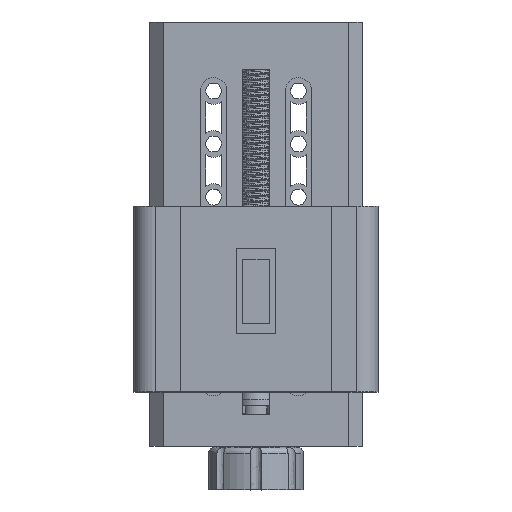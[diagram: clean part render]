
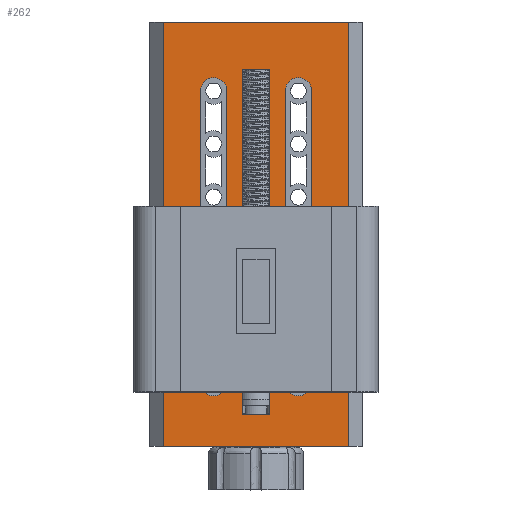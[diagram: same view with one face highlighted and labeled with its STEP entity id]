
A CAD part, top view. The second image highlights one B-rep face of the part: STEP entity #262.
In plain terms, the highlighted free-form (B-spline) face has degree [1, 1] with [2, 2] control points.
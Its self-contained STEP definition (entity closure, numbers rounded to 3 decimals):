
#87 = VERTEX_POINT('',#88);
#88 = CARTESIAN_POINT('',(54.894,0.,8.783));
#93 = EDGE_CURVE('',#94,#87,#96,.T.);
#94 = VERTEX_POINT('',#95);
#95 = CARTESIAN_POINT('',(3.66,0.,8.783));
#96 = B_SPLINE_CURVE_WITH_KNOTS('',1,(#97,#98),.UNSPECIFIED.,.F.,.F.,(2,
    2),(2.5,37.5),.PIECEWISE_BEZIER_KNOTS.);
#97 = CARTESIAN_POINT('',(3.66,0.,8.783));
#98 = CARTESIAN_POINT('',(54.894,0.,8.783));
#223 = VERTEX_POINT('',#224);
#224 = CARTESIAN_POINT('',(3.66,117.108,8.783
    ));
#231 = EDGE_CURVE('',#223,#94,#232,.T.);
#232 = B_SPLINE_CURVE_WITH_KNOTS('',1,(#233,#234),.UNSPECIFIED.,.F.,.F.,
  (2,2),(0.,80.),.PIECEWISE_BEZIER_KNOTS.);
#233 = CARTESIAN_POINT('',(3.66,117.108,8.783
    ));
#234 = CARTESIAN_POINT('',(3.66,0.,8.783));
#262 = ADVANCED_FACE('',(#263,#279,#315,#345),#381,.T.);
#263 = FACE_BOUND('',#264,.T.);
#264 = EDGE_LOOP('',(#265,#266,#273,#278));
#265 = ORIENTED_EDGE('',*,*,#93,.T.);
#266 = ORIENTED_EDGE('',*,*,#267,.T.);
#267 = EDGE_CURVE('',#87,#268,#270,.T.);
#268 = VERTEX_POINT('',#269);
#269 = CARTESIAN_POINT('',(54.894,117.108,
    8.783));
#270 = B_SPLINE_CURVE_WITH_KNOTS('',1,(#271,#272),.UNSPECIFIED.,.F.,.F.,
  (2,2),(0.,80.),.PIECEWISE_BEZIER_KNOTS.);
#271 = CARTESIAN_POINT('',(54.894,0.,8.783));
#272 = CARTESIAN_POINT('',(54.894,117.108,
    8.783));
#273 = ORIENTED_EDGE('',*,*,#274,.T.);
#274 = EDGE_CURVE('',#268,#223,#275,.T.);
#275 = B_SPLINE_CURVE_WITH_KNOTS('',1,(#276,#277),.UNSPECIFIED.,.F.,.F.,
  (2,2),(2.5,37.5),.PIECEWISE_BEZIER_KNOTS.);
#276 = CARTESIAN_POINT('',(54.894,117.108,
    8.783));
#277 = CARTESIAN_POINT('',(3.66,117.108,8.783
    ));
#278 = ORIENTED_EDGE('',*,*,#231,.T.);
#279 = FACE_BOUND('',#280,.T.);
#280 = EDGE_LOOP('',(#281,#293,#300,#310));
#281 = ORIENTED_EDGE('',*,*,#282,.F.);
#282 = EDGE_CURVE('',#283,#285,#287,.T.);
#283 = VERTEX_POINT('',#284);
#284 = CARTESIAN_POINT('',(21.226,98.078,8.783
    ));
#285 = VERTEX_POINT('',#286);
#286 = CARTESIAN_POINT('',(13.907,98.078,8.783
    ));
#287 = ( BOUNDED_CURVE() B_SPLINE_CURVE(2,(#288,#289,#290,#291,#292),
.UNSPECIFIED.,.F.,.F.) B_SPLINE_CURVE_WITH_KNOTS((3,2,3),(0.,
1.571,3.142),.PIECEWISE_BEZIER_KNOTS.) CURVE() 
GEOMETRIC_REPRESENTATION_ITEM() RATIONAL_B_SPLINE_CURVE((1.,
0.707,1.,0.707,1.)) REPRESENTATION_ITEM('') );
#288 = CARTESIAN_POINT('',(21.226,98.078,8.783
    ));
#289 = CARTESIAN_POINT('',(21.226,101.738,8.783
    ));
#290 = CARTESIAN_POINT('',(17.566,101.738,8.783
    ));
#291 = CARTESIAN_POINT('',(13.907,101.738,8.783
    ));
#292 = CARTESIAN_POINT('',(13.907,98.078,8.783
    ));
#293 = ORIENTED_EDGE('',*,*,#294,.T.);
#294 = EDGE_CURVE('',#283,#295,#297,.T.);
#295 = VERTEX_POINT('',#296);
#296 = CARTESIAN_POINT('',(21.226,17.566,
    8.783));
#297 = B_SPLINE_CURVE_WITH_KNOTS('',1,(#298,#299),.UNSPECIFIED.,.F.,.F.,
  (2,2),(0.,55.),.PIECEWISE_BEZIER_KNOTS.);
#298 = CARTESIAN_POINT('',(21.226,98.078,8.783
    ));
#299 = CARTESIAN_POINT('',(21.226,17.566,
    8.783));
#300 = ORIENTED_EDGE('',*,*,#301,.F.);
#301 = EDGE_CURVE('',#302,#295,#304,.T.);
#302 = VERTEX_POINT('',#303);
#303 = CARTESIAN_POINT('',(13.907,17.566,
    8.783));
#304 = ( BOUNDED_CURVE() B_SPLINE_CURVE(2,(#305,#306,#307,#308,#309),
.UNSPECIFIED.,.F.,.F.) B_SPLINE_CURVE_WITH_KNOTS((3,2,3),(3.142,
4.712,6.283),.PIECEWISE_BEZIER_KNOTS.) CURVE() 
GEOMETRIC_REPRESENTATION_ITEM() RATIONAL_B_SPLINE_CURVE((1.,
0.707,1.,0.707,1.)) REPRESENTATION_ITEM('') );
#305 = CARTESIAN_POINT('',(13.907,17.566,
    8.783));
#306 = CARTESIAN_POINT('',(13.907,13.907,
    8.783));
#307 = CARTESIAN_POINT('',(17.566,13.907,
    8.783));
#308 = CARTESIAN_POINT('',(21.226,13.907,
    8.783));
#309 = CARTESIAN_POINT('',(21.226,17.566,
    8.783));
#310 = ORIENTED_EDGE('',*,*,#311,.F.);
#311 = EDGE_CURVE('',#285,#302,#312,.T.);
#312 = B_SPLINE_CURVE_WITH_KNOTS('',1,(#313,#314),.UNSPECIFIED.,.F.,.F.,
  (2,2),(0.,55.),.PIECEWISE_BEZIER_KNOTS.);
#313 = CARTESIAN_POINT('',(13.907,98.078,8.783
    ));
#314 = CARTESIAN_POINT('',(13.907,17.566,
    8.783));
#315 = FACE_BOUND('',#316,.T.);
#316 = EDGE_LOOP('',(#317,#326,#333,#340));
#317 = ORIENTED_EDGE('',*,*,#318,.F.);
#318 = EDGE_CURVE('',#319,#321,#323,.T.);
#319 = VERTEX_POINT('',#320);
#320 = CARTESIAN_POINT('',(25.471,103.933,8.783
    ));
#321 = VERTEX_POINT('',#322);
#322 = CARTESIAN_POINT('',(25.471,8.783,8.783
    ));
#323 = B_SPLINE_CURVE_WITH_KNOTS('',1,(#324,#325),.UNSPECIFIED.,.F.,.F.,
  (2,2),(0.,65.),.PIECEWISE_BEZIER_KNOTS.);
#324 = CARTESIAN_POINT('',(25.471,103.933,8.783
    ));
#325 = CARTESIAN_POINT('',(25.471,8.783,8.783
    ));
#326 = ORIENTED_EDGE('',*,*,#327,.F.);
#327 = EDGE_CURVE('',#328,#319,#330,.T.);
#328 = VERTEX_POINT('',#329);
#329 = CARTESIAN_POINT('',(33.083,103.933,8.783
    ));
#330 = B_SPLINE_CURVE_WITH_KNOTS('',1,(#331,#332),.UNSPECIFIED.,.F.,.F.,
  (2,2),(0.,5.2),.PIECEWISE_BEZIER_KNOTS.);
#331 = CARTESIAN_POINT('',(33.083,103.933,8.783
    ));
#332 = CARTESIAN_POINT('',(25.471,103.933,8.783
    ));
#333 = ORIENTED_EDGE('',*,*,#334,.F.);
#334 = EDGE_CURVE('',#335,#328,#337,.T.);
#335 = VERTEX_POINT('',#336);
#336 = CARTESIAN_POINT('',(33.083,8.783,8.783
    ));
#337 = B_SPLINE_CURVE_WITH_KNOTS('',1,(#338,#339),.UNSPECIFIED.,.F.,.F.,
  (2,2),(0.,65.),.PIECEWISE_BEZIER_KNOTS.);
#338 = CARTESIAN_POINT('',(33.083,8.783,8.783
    ));
#339 = CARTESIAN_POINT('',(33.083,103.933,8.783
    ));
#340 = ORIENTED_EDGE('',*,*,#341,.F.);
#341 = EDGE_CURVE('',#321,#335,#342,.T.);
#342 = B_SPLINE_CURVE_WITH_KNOTS('',1,(#343,#344),.UNSPECIFIED.,.F.,.F.,
  (2,2),(0.,5.2),.PIECEWISE_BEZIER_KNOTS.);
#343 = CARTESIAN_POINT('',(25.471,8.783,8.783
    ));
#344 = CARTESIAN_POINT('',(33.083,8.783,8.783
    ));
#345 = FACE_BOUND('',#346,.T.);
#346 = EDGE_LOOP('',(#347,#359,#366,#376));
#347 = ORIENTED_EDGE('',*,*,#348,.F.);
#348 = EDGE_CURVE('',#349,#351,#353,.T.);
#349 = VERTEX_POINT('',#350);
#350 = CARTESIAN_POINT('',(37.328,17.566,8.783
    ));
#351 = VERTEX_POINT('',#352);
#352 = CARTESIAN_POINT('',(44.647,17.566,
    8.783));
#353 = ( BOUNDED_CURVE() B_SPLINE_CURVE(2,(#354,#355,#356,#357,#358),
.UNSPECIFIED.,.F.,.F.) B_SPLINE_CURVE_WITH_KNOTS((3,2,3),(3.142,
4.712,6.283),.PIECEWISE_BEZIER_KNOTS.) CURVE() 
GEOMETRIC_REPRESENTATION_ITEM() RATIONAL_B_SPLINE_CURVE((1.,
0.707,1.,0.707,1.)) REPRESENTATION_ITEM('') );
#354 = CARTESIAN_POINT('',(37.328,17.566,8.783
    ));
#355 = CARTESIAN_POINT('',(37.328,13.907,8.783
    ));
#356 = CARTESIAN_POINT('',(40.988,13.907,
    8.783));
#357 = CARTESIAN_POINT('',(44.647,13.907,
    8.783));
#358 = CARTESIAN_POINT('',(44.647,17.566,
    8.783));
#359 = ORIENTED_EDGE('',*,*,#360,.T.);
#360 = EDGE_CURVE('',#349,#361,#363,.T.);
#361 = VERTEX_POINT('',#362);
#362 = CARTESIAN_POINT('',(37.328,98.078,8.783)
  );
#363 = B_SPLINE_CURVE_WITH_KNOTS('',1,(#364,#365),.UNSPECIFIED.,.F.,.F.,
  (2,2),(0.,55.),.PIECEWISE_BEZIER_KNOTS.);
#364 = CARTESIAN_POINT('',(37.328,17.566,8.783
    ));
#365 = CARTESIAN_POINT('',(37.328,98.078,8.783)
  );
#366 = ORIENTED_EDGE('',*,*,#367,.F.);
#367 = EDGE_CURVE('',#368,#361,#370,.T.);
#368 = VERTEX_POINT('',#369);
#369 = CARTESIAN_POINT('',(44.647,98.078,8.783
    ));
#370 = ( BOUNDED_CURVE() B_SPLINE_CURVE(2,(#371,#372,#373,#374,#375),
.UNSPECIFIED.,.F.,.F.) B_SPLINE_CURVE_WITH_KNOTS((3,2,3),(0.,
1.571,3.142),.PIECEWISE_BEZIER_KNOTS.) CURVE() 
GEOMETRIC_REPRESENTATION_ITEM() RATIONAL_B_SPLINE_CURVE((1.,
0.707,1.,0.707,1.)) REPRESENTATION_ITEM('') );
#371 = CARTESIAN_POINT('',(44.647,98.078,8.783
    ));
#372 = CARTESIAN_POINT('',(44.647,101.738,8.783
    ));
#373 = CARTESIAN_POINT('',(40.988,101.738,8.783
    ));
#374 = CARTESIAN_POINT('',(37.328,101.738,8.783)
  );
#375 = CARTESIAN_POINT('',(37.328,98.078,8.783)
  );
#376 = ORIENTED_EDGE('',*,*,#377,.F.);
#377 = EDGE_CURVE('',#351,#368,#378,.T.);
#378 = B_SPLINE_CURVE_WITH_KNOTS('',1,(#379,#380),.UNSPECIFIED.,.F.,.F.,
  (2,2),(0.,55.),.PIECEWISE_BEZIER_KNOTS.);
#379 = CARTESIAN_POINT('',(44.647,17.566,
    8.783));
#380 = CARTESIAN_POINT('',(44.647,98.078,8.783
    ));
#381 = B_SPLINE_SURFACE_WITH_KNOTS('',1,1,(
    (#382,#383)
    ,(#384,#385
    )),.UNSPECIFIED.,.F.,.F.,.F.,(2,2),(2,2),(-17.5,17.5),(
    -39.467,40.533),.PIECEWISE_BEZIER_KNOTS.);
#382 = CARTESIAN_POINT('',(3.66,0.,8.783));
#383 = CARTESIAN_POINT('',(3.66,117.108,8.783
    ));
#384 = CARTESIAN_POINT('',(54.894,0.,8.783));
#385 = CARTESIAN_POINT('',(54.894,117.108,
    8.783));
